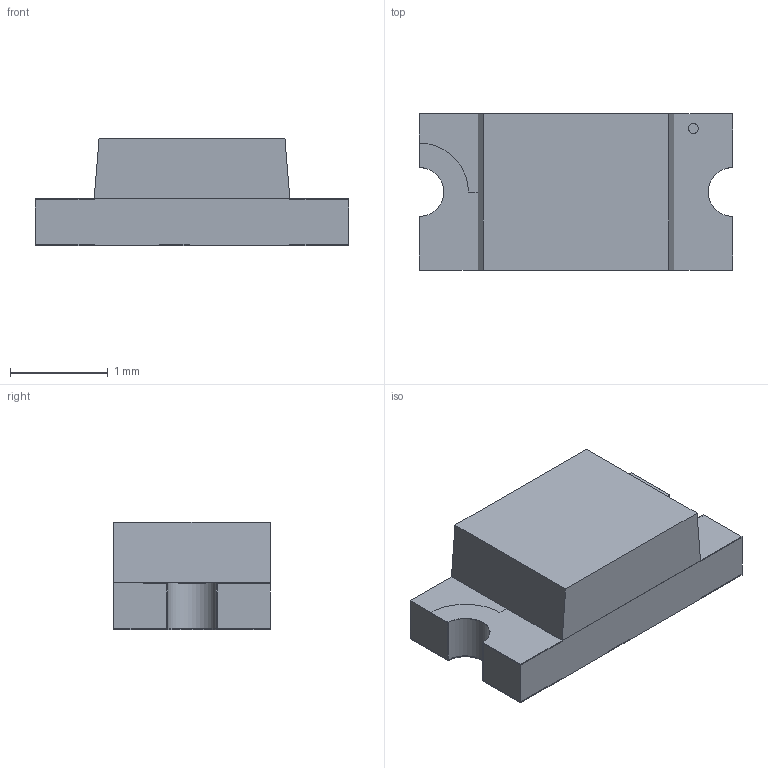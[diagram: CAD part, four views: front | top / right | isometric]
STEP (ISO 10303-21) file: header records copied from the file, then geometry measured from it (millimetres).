
FILE_DESCRIPTION(/* description */ ('Unknown'),/* implementation_level */ '2;1');
FILE_NAME(/* name */ '1541201NBxx00_HV',/* time_stamp */ '2019-05-23T11:41:19+02:00',/* author */ ('Unknown'),/* organization */ ('Unknown'),/* preprocessor_version */ 'ST-DEVELOPER v16.7',/* originating_system */ 'DEX',/* authorisation */ $);
FILE_SCHEMA (('AUTOMOTIVE_DESIGN {1 0 10303 214 3 1 1}'));
Length unit declared in the file: millimetre
Products named in the file (4): 1541201NBxx00_HV; Body; Dome; Pins
Assembly tree (3 placements, depth 2):
  1541201NBxx00_HV
    Body
    Dome
    Pins
Bounding box: 3.2 x 1.6 x 1.1 mm (x, y, z)
Volume: 4.3 mm3; surface area: 34.5 mm2
Topology: 5 solids, 5 shells, 149 faces, 409 edges, 270 vertices
Faces by surface type: plane 120, cylinder 26, bspline 3
Full cylindrical faces by diameter (mm): 0.1 x1
Entity records: 5701 total; most frequent: CARTESIAN_POINT 972, ORIENTED_EDGE 816, DIRECTION 750, EDGE_CURVE 408, LINE 346, VECTOR 346, VERTEX_POINT 270, AXIS2_PLACEMENT_3D 202
